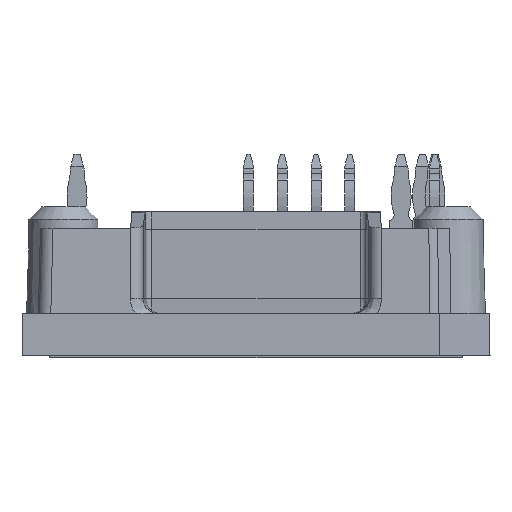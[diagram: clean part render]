
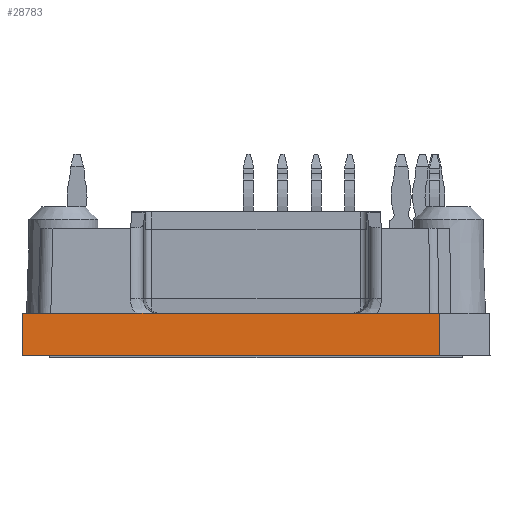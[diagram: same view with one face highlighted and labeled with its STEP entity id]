
A CAD part, left-side view. The second image highlights one B-rep face of the part: STEP entity #28783.
In plain terms, the highlighted planar face has unit normal (-1, 0, 0.018).
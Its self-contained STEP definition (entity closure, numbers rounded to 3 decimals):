
#2686=ORIENTED_EDGE('',*,*,#8266,.T.);
#2687=ORIENTED_EDGE('',*,*,#8090,.F.);
#2688=ORIENTED_EDGE('',*,*,#8118,.T.);
#2689=ORIENTED_EDGE('',*,*,#7989,.T.);
#7989=EDGE_CURVE('',#10925,#10926,#12984,.F.);
#8090=EDGE_CURVE('',#10997,#10998,#13054,.F.);
#8118=EDGE_CURVE('',#10997,#10925,#13072,.T.);
#8266=EDGE_CURVE('',#10926,#10998,#13164,.F.);
#10925=VERTEX_POINT('',#38865);
#10926=VERTEX_POINT('',#38866);
#10997=VERTEX_POINT('',#39083);
#10998=VERTEX_POINT('',#39085);
#12984=LINE('',#38864,#15296);
#13054=LINE('',#39084,#15366);
#13072=LINE('',#39152,#15384);
#13164=LINE('',#39565,#15476);
#15296=VECTOR('',#32667,1000.);
#15366=VECTOR('',#32843,1000.);
#15384=VECTOR('',#32881,1000.);
#15476=VECTOR('',#33237,1000.);
#17575=EDGE_LOOP('',(#2686,#2687,#2688,#2689));
#18835=FACE_BOUND('',#17575,.T.);
#19896=PLANE('',#30197);
#28783=ADVANCED_FACE('',(#18835),#19896,.T.);
#30197=AXIS2_PLACEMENT_3D('',#39564,#33235,#33236);
#32667=DIRECTION('',(0.,1.,0.));
#32843=DIRECTION('',(0.,1.,0.));
#32881=DIRECTION('',(-0.017,0.017,-1.));
#33235=DIRECTION('',(-1.,0.,0.017));
#33236=DIRECTION('',(0.017,0.,1.));
#33237=DIRECTION('',(-0.017,-0.007,-1.));
#38864=CARTESIAN_POINT('',(-41.,0.,0.));
#38865=CARTESIAN_POINT('',(-41.,18.7,0.));
#38866=CARTESIAN_POINT('',(-41.,-14.7,0.));
#39083=CARTESIAN_POINT('',(-40.941,18.641,3.4));
#39084=CARTESIAN_POINT('',(-40.941,0.,3.4));
#39085=CARTESIAN_POINT('',(-40.941,-14.675,3.4));
#39152=CARTESIAN_POINT('',(-40.994,18.694,0.326));
#39564=CARTESIAN_POINT('',(-41.,0.,0.));
#39565=CARTESIAN_POINT('',(-40.998,-14.699,0.134));
